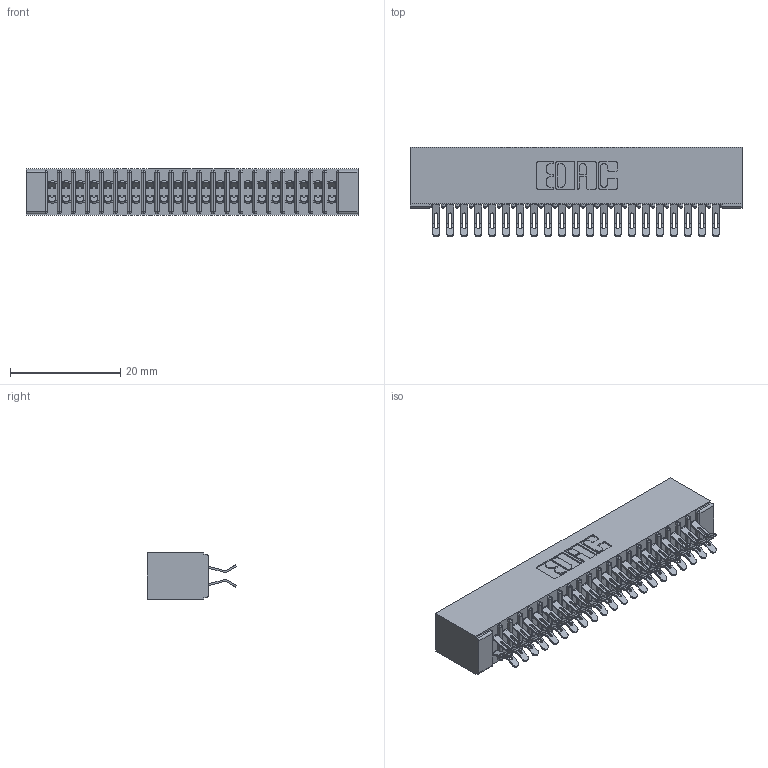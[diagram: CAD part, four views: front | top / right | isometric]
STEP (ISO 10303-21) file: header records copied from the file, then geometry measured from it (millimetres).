
FILE_DESCRIPTION (( 'STEP AP203' ), '1' );
FILE_NAME ('391-042-555-201.STEP', '2018-08-09T01:50:38', ( '' ), ( '' ), 'SwSTEP 2.0', 'SolidWorks 2016', '' );
FILE_SCHEMA (( 'CONFIG_CONTROL_DESIGN' ));
Length unit declared in the file: inch
Products named in the file (3): 391-042-555-201; 341 Part_No Mounting Lugs; 341-292-001_341-292-155
Assembly tree (43 placements, depth 2):
  391-042-555-201
    341 Part_No Mounting Lugs
    341-292-001_341-292-155  x42
Bounding box: 60.33 x 16.31 x 8.38 mm (x, y, z)
Volume: 3619.3 mm3; surface area: 8479 mm2
Topology: 43 solids, 43 shells, 3384 faces, 10099 edges, 6574 vertices
Faces by surface type: plane 1828, cylinder 1472, sphere 44, torus 40
Entity records: 28404 total; most frequent: CARTESIAN_POINT 4737, ORIENTED_EDGE 4694, DIRECTION 4601, EDGE_CURVE 2347, VECTOR 1861, LINE 1861, VERTEX_POINT 1490, AXIS2_PLACEMENT_3D 1370
